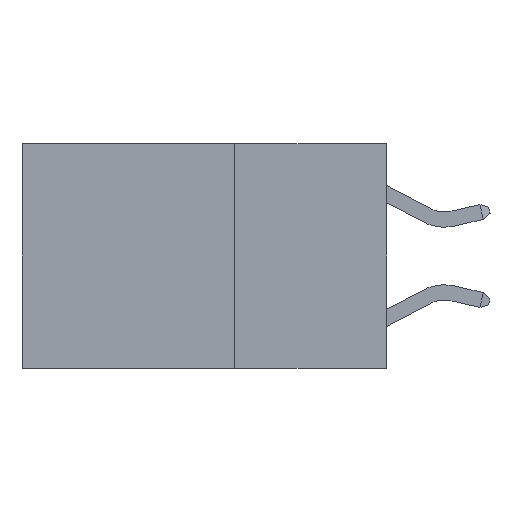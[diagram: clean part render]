
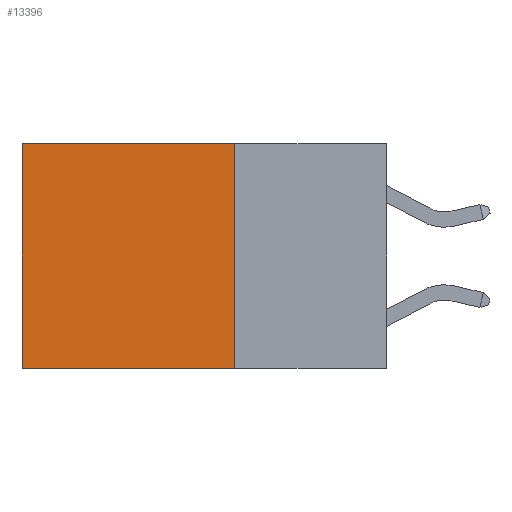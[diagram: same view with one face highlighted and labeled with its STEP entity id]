
A CAD part, left-side view. The second image highlights one B-rep face of the part: STEP entity #13396.
In plain terms, the highlighted planar face has unit normal (-1, 0, 0).
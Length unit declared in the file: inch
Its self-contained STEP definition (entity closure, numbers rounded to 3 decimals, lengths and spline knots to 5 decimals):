
#257 = ORIENTED_EDGE ( 'NONE', *, *, #8653, .F. ) ;
#715 = ORIENTED_EDGE ( 'NONE', *, *, #7660, .T. ) ;
#930 = CARTESIAN_POINT ( 'NONE',  ( 0.2625, 0.6, 0. ) ) ;
#3299 = EDGE_CURVE ( 'NONE', #10128, #5841, #10074, .T. ) ;
#3799 = VECTOR ( 'NONE', #4262, 39.37008 ) ;
#3982 = VERTEX_POINT ( 'NONE', #16198 ) ;
#4262 = DIRECTION ( 'NONE',  ( 0., 1., 0. ) ) ;
#4934 = AXIS2_PLACEMENT_3D ( 'NONE', #12869, #6557, #15437 ) ;
#5523 = CARTESIAN_POINT ( 'NONE',  ( 0.2625, 0.25, 0. ) ) ;
#5805 = VECTOR ( 'NONE', #15263, 39.37008 ) ;
#5841 = VERTEX_POINT ( 'NONE', #930 ) ;
#6337 = CARTESIAN_POINT ( 'NONE',  ( 0.2625, 0.6, 0. ) ) ;
#6557 = DIRECTION ( 'NONE',  ( 1., 0., 0. ) ) ;
#6960 = CARTESIAN_POINT ( 'NONE',  ( 0.2625, 0.25, 0. ) ) ;
#7173 = FACE_OUTER_BOUND ( 'NONE', #12353, .T. ) ;
#7660 = EDGE_CURVE ( 'NONE', #5841, #11164, #15499, .T. ) ;
#8418 = ORIENTED_EDGE ( 'NONE', *, *, #3299, .T. ) ;
#8653 = EDGE_CURVE ( 'NONE', #10128, #3982, #10076, .T. ) ;
#9147 = VECTOR ( 'NONE', #13092, 39.37008 ) ;
#9490 = DIRECTION ( 'NONE',  ( 0., 0., -1. ) ) ;
#10074 = LINE ( 'NONE', #5523, #3799 ) ;
#10076 = LINE ( 'NONE', #6960, #15100 ) ;
#10128 = VERTEX_POINT ( 'NONE', #12628 ) ;
#11164 = VERTEX_POINT ( 'NONE', #14812 ) ;
#11791 = CARTESIAN_POINT ( 'NONE',  ( 0.2625, 0.25, -0.37 ) ) ;
#12353 = EDGE_LOOP ( 'NONE', ( #715, #13443, #257, #8418 ) ) ;
#12628 = CARTESIAN_POINT ( 'NONE',  ( 0.2625, 0.25, 0. ) ) ;
#12705 = LINE ( 'NONE', #11791, #9147 ) ;
#12869 = CARTESIAN_POINT ( 'NONE',  ( 0.2625, 0.25, 0. ) ) ;
#13092 = DIRECTION ( 'NONE',  ( 0., 1., 0. ) ) ;
#13396 = ADVANCED_FACE ( 'NONE', ( #7173 ), #14173, .F. ) ;
#13443 = ORIENTED_EDGE ( 'NONE', *, *, #13509, .F. ) ;
#13509 = EDGE_CURVE ( 'NONE', #3982, #11164, #12705, .T. ) ;
#14173 = PLANE ( 'NONE',  #4934 ) ;
#14812 = CARTESIAN_POINT ( 'NONE',  ( 0.2625, 0.6, -0.37 ) ) ;
#15100 = VECTOR ( 'NONE', #9490, 39.37008 ) ;
#15263 = DIRECTION ( 'NONE',  ( 0., 0., -1. ) ) ;
#15437 = DIRECTION ( 'NONE',  ( 0., 0., -1. ) ) ;
#15499 = LINE ( 'NONE', #6337, #5805 ) ;
#16198 = CARTESIAN_POINT ( 'NONE',  ( 0.2625, 0.25, -0.37 ) ) ;
